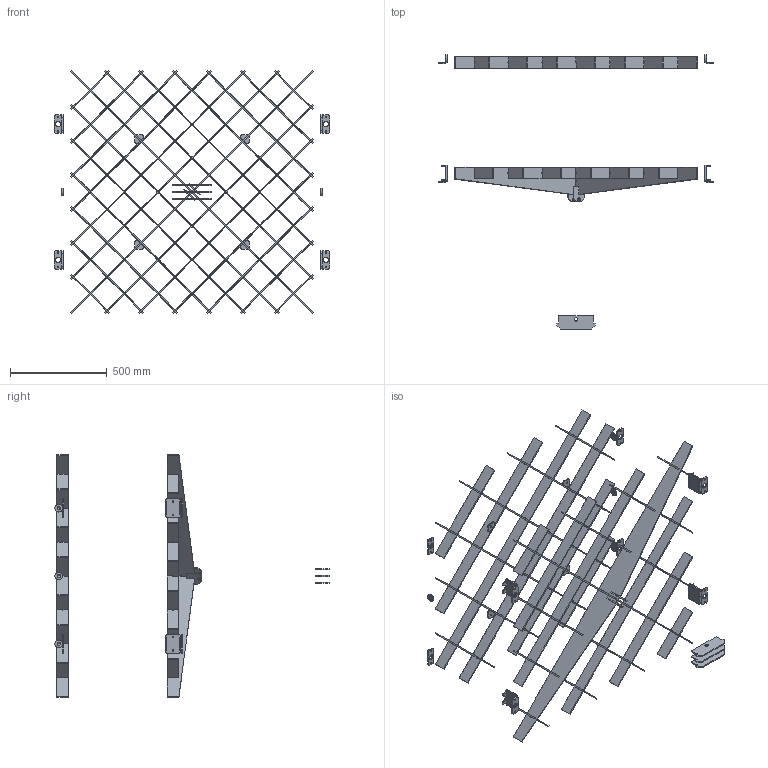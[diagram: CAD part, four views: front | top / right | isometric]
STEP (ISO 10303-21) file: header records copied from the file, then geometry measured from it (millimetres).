
FILE_DESCRIPTION (( 'STEP AP203' ), '1' );
FILE_NAME ('Cooling Press_LaserCutParts.STEP', '2019-12-05T14:18:24', ( '' ), ( '' ), 'SwSTEP 2.0', 'SolidWorks 2018', '' );
FILE_SCHEMA (( 'CONFIG_CONTROL_DESIGN' ));
Length unit declared in the file: millimetre
Products named in the file (19): Cooling Press_LaserCutParts; Rib structure upper^Pressing plate upper; Rib upper; Jack plate lower^Bottom frame asm_Coldpress asm; Plywood mount tab^Pressing plate upper; Side frame sub asm; Rib lower b; Slider bracket; Guide bracket; Spacer; Rib lower a; Jack plate upper; Pressing plate lower; Slider rod plate; Side frame asm^Coldpress asm; Bottom frame asm^Coldpress asm; Pressing plate upper; Rib structure lower; Guide plate coldpress
Assembly tree (35 placements, depth 4):
  Cooling Press_LaserCutParts
    Pressing plate upper
      Rib structure upper^Pressing plate upper
        Rib upper  x2
      Plywood mount tab^Pressing plate upper  x4
    Pressing plate lower
      Rib structure lower
        Rib lower a
        Rib lower b
        Jack plate upper  x2
    Side frame asm^Coldpress asm  x2
      Side frame sub asm
        Slider rod plate  x4
      Slider bracket
        Guide plate coldpress
        Guide bracket
    Bottom frame asm^Coldpress asm
      Jack plate lower^Bottom frame asm_Coldpress asm  x3
    Spacer  x6
Bounding box: 1422 x 1415 x 1250 mm (x, y, z)
Volume: 10491715.3 mm3; surface area: 3923511 mm2
Topology: 61 solids, 61 shells, 1365 faces, 3729 edges, 2486 vertices
Faces by surface type: plane 824, cylinder 541
Entity records: 27713 total; most frequent: CARTESIAN_POINT 4458, DIRECTION 4400, ORIENTED_EDGE 4356, EDGE_CURVE 2178, VECTOR 1612, LINE 1612, VERTEX_POINT 1452, AXIS2_PLACEMENT_3D 1394
